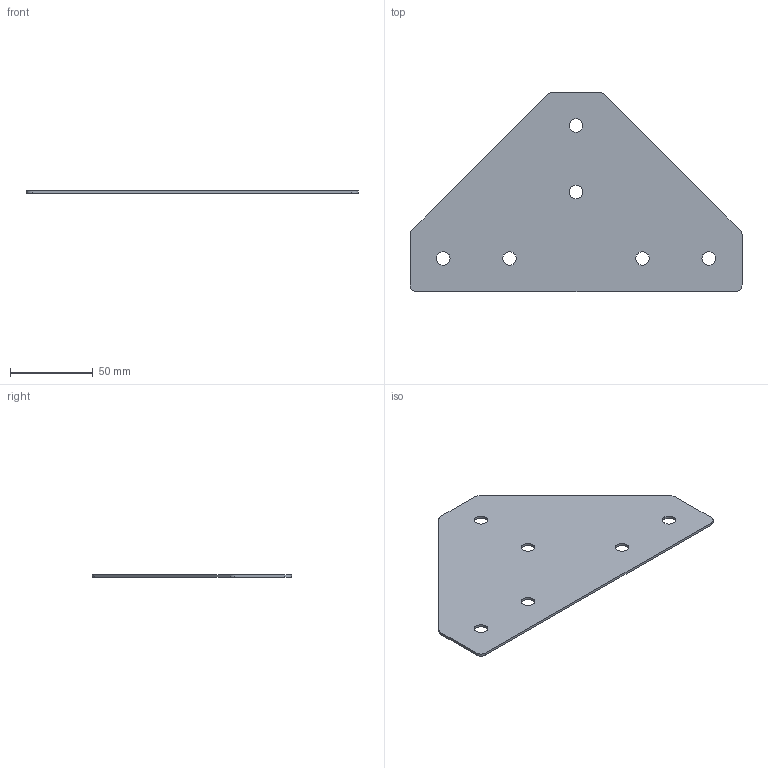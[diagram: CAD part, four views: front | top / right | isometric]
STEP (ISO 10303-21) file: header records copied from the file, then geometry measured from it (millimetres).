
FILE_DESCRIPTION(/* description */ ('Alibre Inc.'),/* implementation_level */ '2;1');
FILE_NAME(/* name */ 'export-5DE5C5C3-1897-4365-8754-7CE7AF1A1DC1',/* time_stamp */ '2020-08-15T17:11:22+02:00',/* author */ (''),/* organization */ (''),/* preprocessor_version */ 'ST-DEVELOPER v17',/* originating_system */ 'Alibre',/* authorisation */ '');
FILE_SCHEMA (('AUTOMOTIVE_DESIGN'));
Length unit declared in the file: millimetre
Bounding box: 200 x 120 x 1.5 mm (x, y, z)
Volume: 24902.1 mm3; surface area: 34240.7 mm2
Topology: 1 solids, 1 shells, 20 faces, 54 edges, 36 vertices
Faces by surface type: cylinder 12, plane 8
Full cylindrical faces by diameter (mm): 8.2 x6
Entity records: 643 total; most frequent: DIRECTION 104, CARTESIAN_POINT 104, ORIENTED_EDGE 96, EDGE_CURVE 48, AXIS2_PLACEMENT_3D 44, EDGE_LOOP 38, FACE_BOUND 38, VERTEX_POINT 36
